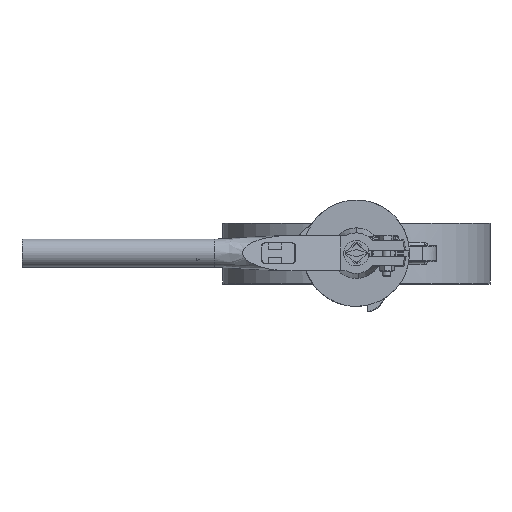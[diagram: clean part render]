
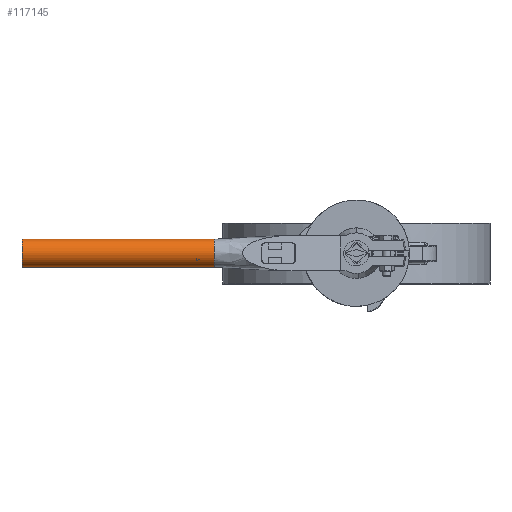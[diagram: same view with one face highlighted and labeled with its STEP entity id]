
A CAD part, top view. The second image highlights one B-rep face of the part: STEP entity #117145.
In plain terms, the highlighted cylindrical face has radius 13.75 mm (diameter 27.5 mm), a partial arc.
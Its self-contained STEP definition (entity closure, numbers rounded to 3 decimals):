
#117078=CARTESIAN_POINT('',(-330.,13.75,311.75));
#117079=VERTEX_POINT('',#117078);
#117086=CARTESIAN_POINT('',(-140.,13.75,311.75));
#117087=VERTEX_POINT('',#117086);
#117088=CARTESIAN_POINT('',(-140.,13.75,311.75));
#117089=DIRECTION('',(-1.,0.,0.));
#117090=VECTOR('',#117089,190.);
#117091=LINE('',#117088,#117090);
#117092=EDGE_CURVE('',#117087,#117079,#117091,.T.);
#117104=CARTESIAN_POINT('',(-140.,-0.,311.75));
#117105=DIRECTION('',(-1.,-0.,0.));
#117106=DIRECTION('',(0.,-1.,-0.));
#117107=AXIS2_PLACEMENT_3D('',#117104,#117105,#117106);
#117108=CYLINDRICAL_SURFACE('',#117107,13.75);
#117109=CARTESIAN_POINT('',(-330.,-13.75,311.75));
#117110=VERTEX_POINT('',#117109);
#117111=CARTESIAN_POINT('',(-330.,-0.,311.75));
#117112=DIRECTION('',(1.,0.,-0.));
#117113=DIRECTION('',(0.,-1.,-0.));
#117114=AXIS2_PLACEMENT_3D('',#117111,#117112,#117113);
#117115=CIRCLE('',#117114,13.75);
#117116=EDGE_CURVE('',#117079,#117110,#117115,.T.);
#117117=ORIENTED_EDGE('',*,*,#117116,.T.);
#117118=CARTESIAN_POINT('',(-140.,-13.75,311.75));
#117119=VERTEX_POINT('',#117118);
#117120=CARTESIAN_POINT('',(-140.,-13.75,311.75));
#117121=DIRECTION('',(-1.,0.,0.));
#117122=VECTOR('',#117121,190.);
#117123=LINE('',#117120,#117122);
#117124=EDGE_CURVE('',#117119,#117110,#117123,.T.);
#117125=ORIENTED_EDGE('',*,*,#117124,.F.);
#117126=CARTESIAN_POINT('',(-140.,0.,325.5));
#117127=VERTEX_POINT('',#117126);
#117128=CARTESIAN_POINT('',(-140.,-0.,311.75));
#117129=DIRECTION('',(1.,0.,-0.));
#117130=DIRECTION('',(0.,-1.,-0.));
#117131=AXIS2_PLACEMENT_3D('',#117128,#117129,#117130);
#117132=CIRCLE('',#117131,13.75);
#117133=EDGE_CURVE('',#117127,#117119,#117132,.T.);
#117134=ORIENTED_EDGE('',*,*,#117133,.F.);
#117135=CARTESIAN_POINT('',(-140.,-0.,311.75));
#117136=DIRECTION('',(1.,0.,-0.));
#117137=DIRECTION('',(0.,-1.,-0.));
#117138=AXIS2_PLACEMENT_3D('',#117135,#117136,#117137);
#117139=CIRCLE('',#117138,13.75);
#117140=EDGE_CURVE('',#117087,#117127,#117139,.T.);
#117141=ORIENTED_EDGE('',*,*,#117140,.F.);
#117142=ORIENTED_EDGE('',*,*,#117092,.T.);
#117143=EDGE_LOOP('',(#117117,#117125,#117134,#117141,#117142));
#117144=FACE_BOUND('',#117143,.T.);
#117145=ADVANCED_FACE('',(#117144),#117108,.T.);
